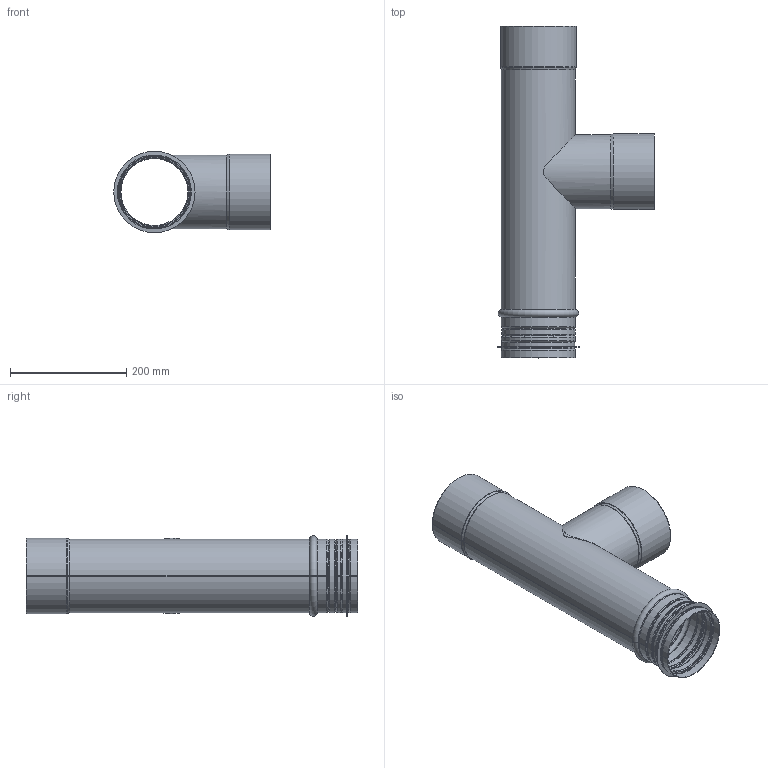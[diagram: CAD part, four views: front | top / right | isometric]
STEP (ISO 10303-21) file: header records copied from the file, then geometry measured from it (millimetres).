
FILE_DESCRIPTION(/* description */ ('Rörämne gren'),/* implementation_level */ '2;1');
FILE_NAME(/* name */ 'HTKMH-1.stp',/* time_stamp */ '2016-02-11T07:48:33+01:00',/* author */ ('John'),/* organization */ (''),/* preprocessor_version */ 'ST-DEVELOPER v15.6',/* originating_system */ 'Autodesk Inventor 2015',/* authorisation */ '');
FILE_SCHEMA (('AUTOMOTIVE_DESIGN { 1 0 10303 214 3 1 1 }'));
Length unit declared in the file: millimetre
Products named in the file (5): HTKMH-AA-1; HTKMH-AB-1; HIK-AA-2; HIK-AB-2; HTKMH-1
Assembly tree (4 placements, depth 2):
  HTKMH-1
    HTKMH-AA-1
    HTKMH-AB-1
    HIK-AA-2
    HIK-AB-2
Bounding box: 268.8 x 570 x 139.6 mm (x, y, z)
Volume: 295141.8 mm3; surface area: 588055.1 mm2
Topology: 4 solids, 4 shells, 143 faces, 283 edges, 148 vertices
Faces by surface type: plane 67, torus 36, cylinder 26, cone 14
Full cylindrical faces by diameter (mm): 122 x2, 124 x1, 125.6 x2, 126.6 x1, 139.6 x1
Entity records: 4164 total; most frequent: CARTESIAN_POINT 958, DIRECTION 708, ORIENTED_EDGE 536, AXIS2_PLACEMENT_3D 292, EDGE_CURVE 268, EDGE_LOOP 164, VERTEX_POINT 148, STYLED_ITEM 147
